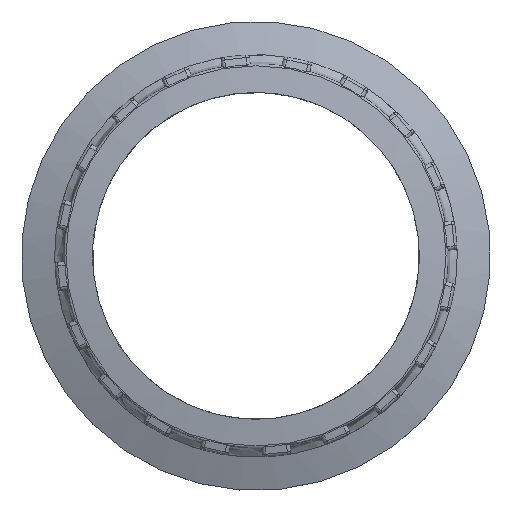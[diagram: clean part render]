
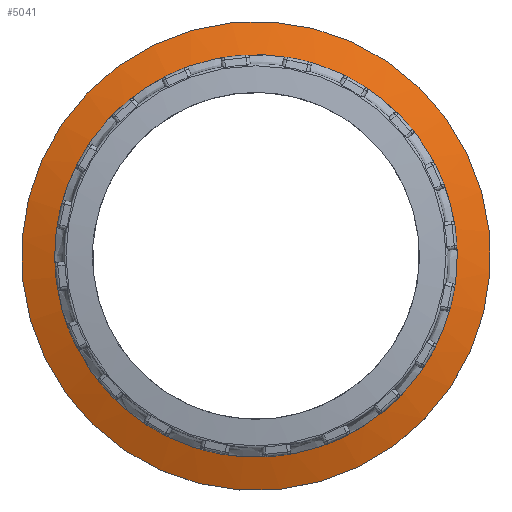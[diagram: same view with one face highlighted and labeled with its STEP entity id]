
A CAD part, top view. The second image highlights one B-rep face of the part: STEP entity #5041.
In plain terms, the highlighted conical face has half-angle 70 degrees and reference radius 32 mm.
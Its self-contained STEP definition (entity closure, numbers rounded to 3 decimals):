
#196=B_SPLINE_CURVE_WITH_KNOTS('',3,(#7438,#7439,#7440,#7441),
 .UNSPECIFIED.,.F.,.F.,(4,4),(-3.142,-3.037),
 .UNSPECIFIED.);
#197=B_SPLINE_CURVE_WITH_KNOTS('',3,(#7442,#7443,#7444,#7445,#7446,#7447,
#7448,#7449,#7450,#7451,#7452,#7453,#7454,#7455,#7456,#7457,#7458,#7459,
#7460,#7461,#7462,#7463,#7464,#7465,#7466,#7467,#7468,#7469,#7470,#7471),
 .UNSPECIFIED.,.F.,.F.,(4,2,2,2,2,2,2,2,2,2,2,2,2,2,4),(-3.037,
-2.842,-2.41,-1.999,-1.541,
-1.092,-0.62,-0.154,0.325,
0.801,1.283,1.764,2.248,2.731,
3.142),.UNSPECIFIED.);
#400=LINE('',#7473,#772);
#772=VECTOR('',#5918,32.);
#1143=CONICAL_SURFACE('',#5369,32.,1.222);
#1150=FACE_OUTER_BOUND('',#1462,.T.);
#1462=EDGE_LOOP('',(#3313,#3314,#3315,#3316,#3317));
#1775=CIRCLE('',#5370,33.);
#2005=VERTEX_POINT('',#7436);
#2006=VERTEX_POINT('',#7437);
#2007=VERTEX_POINT('',#7472);
#2503=EDGE_CURVE('',#2005,#2006,#196,.T.);
#2504=EDGE_CURVE('',#2006,#2005,#197,.T.);
#2505=EDGE_CURVE('',#2006,#2007,#400,.T.);
#2506=EDGE_CURVE('',#2007,#2007,#1775,.T.);
#3313=ORIENTED_EDGE('',*,*,#2503,.F.);
#3314=ORIENTED_EDGE('',*,*,#2504,.F.);
#3315=ORIENTED_EDGE('',*,*,#2505,.T.);
#3316=ORIENTED_EDGE('',*,*,#2506,.F.);
#3317=ORIENTED_EDGE('',*,*,#2505,.F.);
#5041=ADVANCED_FACE('',(#1150),#1143,.T.);
#5369=AXIS2_PLACEMENT_3D('',#7435,#5916,#5917);
#5370=AXIS2_PLACEMENT_3D('',#7474,#5919,#5920);
#5916=DIRECTION('center_axis',(0.,0.,
-1.));
#5917=DIRECTION('ref_axis',(0.995,0.104,0.));
#5918=DIRECTION('',(-0.935,-0.098,-0.342));
#5919=DIRECTION('center_axis',(0.,0.,
-1.));
#5920=DIRECTION('ref_axis',(0.995,0.104,0.));
#7435=CARTESIAN_POINT('Origin',(173.972,-124.875,10.834));
#7436=CARTESIAN_POINT('',(145.656,-124.876,12.175));
#7437=CARTESIAN_POINT('',(145.81,-127.823,12.174));
#7438=CARTESIAN_POINT('Ctrl Pts',(145.656,-124.876,12.175));
#7439=CARTESIAN_POINT('Ctrl Pts',(145.656,-125.86,12.175));
#7440=CARTESIAN_POINT('Ctrl Pts',(145.708,-126.844,12.174));
#7441=CARTESIAN_POINT('Ctrl Pts',(145.81,-127.823,12.174));
#7442=CARTESIAN_POINT('Ctrl Pts',(145.81,-127.823,12.174));
#7443=CARTESIAN_POINT('Ctrl Pts',(146.002,-129.66,12.173));
#7444=CARTESIAN_POINT('Ctrl Pts',(146.375,-131.479,12.172));
#7445=CARTESIAN_POINT('Ctrl Pts',(148.124,-137.133,12.17));
#7446=CARTESIAN_POINT('Ctrl Pts',(150.178,-140.757,12.168));
#7447=CARTESIAN_POINT('Ctrl Pts',(155.491,-146.677,12.166));
#7448=CARTESIAN_POINT('Ctrl Pts',(158.685,-149.025,12.165));
#7449=CARTESIAN_POINT('Ctrl Pts',(166.153,-152.432,12.163));
#7450=CARTESIAN_POINT('Ctrl Pts',(170.504,-153.309,12.163));
#7451=CARTESIAN_POINT('Ctrl Pts',(179.058,-153.051,12.163));
#7452=CARTESIAN_POINT('Ctrl Pts',(183.256,-151.959,12.164));
#7453=CARTESIAN_POINT('Ctrl Pts',(190.966,-147.959,12.165));
#7454=CARTESIAN_POINT('Ctrl Pts',(194.423,-144.961,12.167));
#7455=CARTESIAN_POINT('Ctrl Pts',(199.573,-137.752,12.17));
#7456=CARTESIAN_POINT('Ctrl Pts',(201.281,-133.56,12.171));
#7457=CARTESIAN_POINT('Ctrl Pts',(202.646,-124.741,12.175));
#7458=CARTESIAN_POINT('Ctrl Pts',(202.248,-120.113,12.177));
#7459=CARTESIAN_POINT('Ctrl Pts',(199.37,-111.574,12.181));
#7460=CARTESIAN_POINT('Ctrl Pts',(196.904,-107.667,12.182));
#7461=CARTESIAN_POINT('Ctrl Pts',(190.409,-101.374,12.185));
#7462=CARTESIAN_POINT('Ctrl Pts',(186.368,-99.014,12.186));
#7463=CARTESIAN_POINT('Ctrl Pts',(177.654,-96.436,12.187));
#7464=CARTESIAN_POINT('Ctrl Pts',(172.992,-96.215,12.187));
#7465=CARTESIAN_POINT('Ctrl Pts',(164.058,-97.962,12.186));
#7466=CARTESIAN_POINT('Ctrl Pts',(159.798,-99.941,12.186));
#7467=CARTESIAN_POINT('Ctrl Pts',(152.684,-105.656,12.183));
#7468=CARTESIAN_POINT('Ctrl Pts',(149.836,-109.384,12.182));
#7469=CARTESIAN_POINT('Ctrl Pts',(146.464,-117.119,12.178));
#7470=CARTESIAN_POINT('Ctrl Pts',(145.656,-120.997,12.177));
#7471=CARTESIAN_POINT('Ctrl Pts',(145.656,-124.876,12.175));
#7472=CARTESIAN_POINT('',(141.152,-128.31,10.469));
#7473=CARTESIAN_POINT('',(142.146,-128.206,10.833));
#7474=CARTESIAN_POINT('Origin',(173.972,-124.875,10.47));
